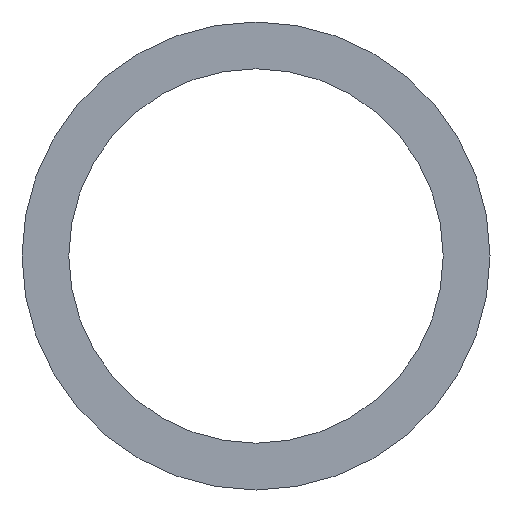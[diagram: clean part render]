
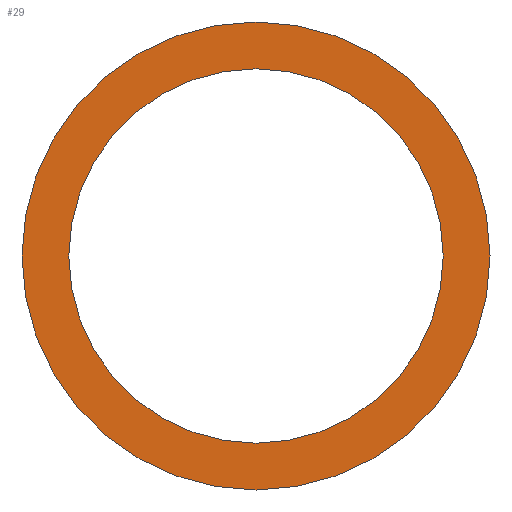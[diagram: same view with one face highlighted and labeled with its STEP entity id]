
A CAD part, front view. The second image highlights one B-rep face of the part: STEP entity #29.
In plain terms, the highlighted planar face has unit normal (0, -1, 0).
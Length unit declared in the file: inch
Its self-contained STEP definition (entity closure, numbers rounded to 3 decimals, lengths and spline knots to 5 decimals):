
#10 = ORIENTED_EDGE ( 'NONE', *, *, #125, .T. ) ;
#14 = AXIS2_PLACEMENT_3D ( 'NONE', #118, #60, #173 ) ;
#16 = CIRCLE ( 'NONE', #68, 0.15 ) ;
#22 = DIRECTION ( 'NONE',  ( 0., 1., 0. ) ) ;
#29 = ADVANCED_FACE ( 'NONE', ( #49, #192 ), #46, .F. ) ;
#31 = CIRCLE ( 'NONE', #229, 0.1875 ) ;
#32 = EDGE_CURVE ( 'NONE', #198, #64, #31, .T. ) ;
#33 = CARTESIAN_POINT ( 'NONE',  ( 0., 0., 0. ) ) ;
#34 = AXIS2_PLACEMENT_3D ( 'NONE', #221, #22, #220 ) ;
#35 = CARTESIAN_POINT ( 'NONE',  ( 0., 0., 0. ) ) ;
#37 = CARTESIAN_POINT ( 'NONE',  ( 0., 0., -0.15 ) ) ;
#46 = PLANE ( 'NONE',  #56 ) ;
#47 = DIRECTION ( 'NONE',  ( 0., 1., 0. ) ) ;
#49 = FACE_OUTER_BOUND ( 'NONE', #67, .T. ) ;
#54 = DIRECTION ( 'NONE',  ( 0., 1., 0. ) ) ;
#56 = AXIS2_PLACEMENT_3D ( 'NONE', #33, #47, #186 ) ;
#60 = DIRECTION ( 'NONE',  ( 0., 1., 0. ) ) ;
#64 = VERTEX_POINT ( 'NONE', #216 ) ;
#67 = EDGE_LOOP ( 'NONE', ( #194, #214 ) ) ;
#68 = AXIS2_PLACEMENT_3D ( 'NONE', #35, #168, #239 ) ;
#71 = VERTEX_POINT ( 'NONE', #37 ) ;
#76 = EDGE_LOOP ( 'NONE', ( #124, #10 ) ) ;
#91 = CIRCLE ( 'NONE', #34, 0.1875 ) ;
#92 = DIRECTION ( 'NONE',  ( 0., 0., 1. ) ) ;
#116 = CARTESIAN_POINT ( 'NONE',  ( 0., 0., 0. ) ) ;
#118 = CARTESIAN_POINT ( 'NONE',  ( 0., 0., 0. ) ) ;
#124 = ORIENTED_EDGE ( 'NONE', *, *, #142, .T. ) ;
#125 = EDGE_CURVE ( 'NONE', #187, #71, #16, .T. ) ;
#142 = EDGE_CURVE ( 'NONE', #71, #187, #178, .T. ) ;
#149 = EDGE_CURVE ( 'NONE', #64, #198, #91, .T. ) ;
#156 = CARTESIAN_POINT ( 'NONE',  ( 0., 0., 0.1875 ) ) ;
#160 = CARTESIAN_POINT ( 'NONE',  ( 0., 0., 0.15 ) ) ;
#168 = DIRECTION ( 'NONE',  ( 0., 1., 0. ) ) ;
#173 = DIRECTION ( 'NONE',  ( 0., 0., 1. ) ) ;
#178 = CIRCLE ( 'NONE', #14, 0.15 ) ;
#186 = DIRECTION ( 'NONE',  ( 0., 0., 1. ) ) ;
#187 = VERTEX_POINT ( 'NONE', #160 ) ;
#192 = FACE_BOUND ( 'NONE', #76, .T. ) ;
#194 = ORIENTED_EDGE ( 'NONE', *, *, #149, .F. ) ;
#198 = VERTEX_POINT ( 'NONE', #156 ) ;
#214 = ORIENTED_EDGE ( 'NONE', *, *, #32, .F. ) ;
#216 = CARTESIAN_POINT ( 'NONE',  ( 0., 0., -0.1875 ) ) ;
#220 = DIRECTION ( 'NONE',  ( 0., 0., 1. ) ) ;
#221 = CARTESIAN_POINT ( 'NONE',  ( 0., 0., 0. ) ) ;
#229 = AXIS2_PLACEMENT_3D ( 'NONE', #116, #54, #92 ) ;
#239 = DIRECTION ( 'NONE',  ( 0., 0., 1. ) ) ;
